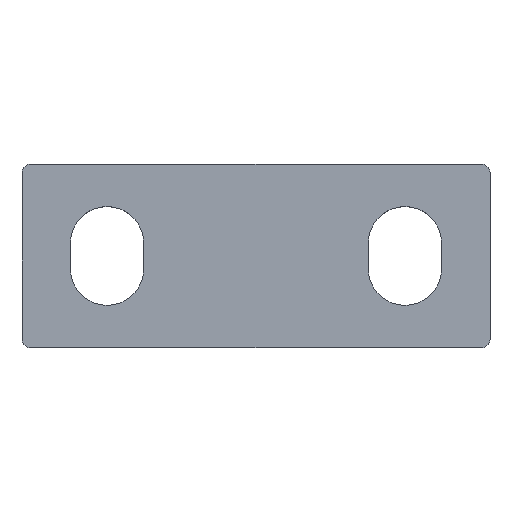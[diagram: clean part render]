
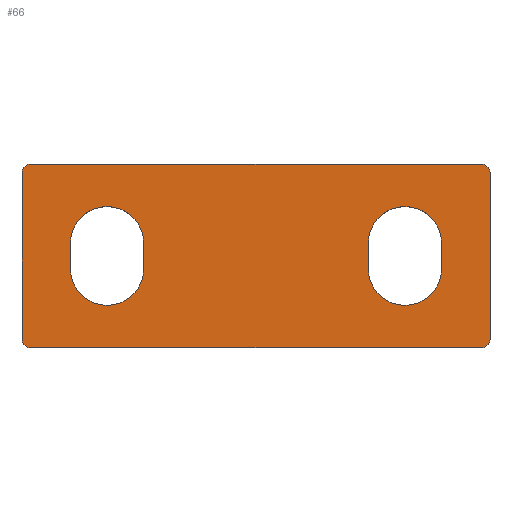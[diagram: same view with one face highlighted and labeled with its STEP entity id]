
A CAD part, top view. The second image highlights one B-rep face of the part: STEP entity #66.
In plain terms, the highlighted planar face has unit normal (0, 0, 1).
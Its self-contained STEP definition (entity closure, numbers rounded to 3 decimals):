
#43=FACE_BOUND('',#110,.T.);
#44=FACE_BOUND('',#111,.T.);
#45=FACE_BOUND('',#112,.T.);
#49=CIRCLE('',#387,1.);
#50=CIRCLE('',#388,1.);
#51=CIRCLE('',#389,1.);
#52=CIRCLE('',#390,1.);
#53=CIRCLE('',#391,4.3);
#54=CIRCLE('',#392,4.3);
#55=CIRCLE('',#393,4.3);
#56=CIRCLE('',#394,4.3);
#66=ADVANCED_FACE('',(#43,#44,#45),#84,.T.);
#84=PLANE('',#395);
#110=EDGE_LOOP('',(#135,#136,#137,#138,#139,#140,#141,#142));
#111=EDGE_LOOP('',(#143,#144,#145,#146));
#112=EDGE_LOOP('',(#147,#148,#149,#150));
#135=ORIENTED_EDGE('',*,*,#263,.T.);
#136=ORIENTED_EDGE('',*,*,#264,.T.);
#137=ORIENTED_EDGE('',*,*,#259,.T.);
#138=ORIENTED_EDGE('',*,*,#265,.T.);
#139=ORIENTED_EDGE('',*,*,#266,.T.);
#140=ORIENTED_EDGE('',*,*,#267,.T.);
#141=ORIENTED_EDGE('',*,*,#268,.T.);
#142=ORIENTED_EDGE('',*,*,#269,.T.);
#143=ORIENTED_EDGE('',*,*,#270,.T.);
#144=ORIENTED_EDGE('',*,*,#271,.T.);
#145=ORIENTED_EDGE('',*,*,#272,.T.);
#146=ORIENTED_EDGE('',*,*,#273,.T.);
#147=ORIENTED_EDGE('',*,*,#274,.T.);
#148=ORIENTED_EDGE('',*,*,#275,.T.);
#149=ORIENTED_EDGE('',*,*,#276,.T.);
#150=ORIENTED_EDGE('',*,*,#277,.T.);
#227=VERTEX_POINT('',#528);
#228=VERTEX_POINT('',#529);
#231=VERTEX_POINT('',#537);
#232=VERTEX_POINT('',#538);
#233=VERTEX_POINT('',#541);
#234=VERTEX_POINT('',#543);
#235=VERTEX_POINT('',#545);
#236=VERTEX_POINT('',#547);
#237=VERTEX_POINT('',#550);
#238=VERTEX_POINT('',#551);
#239=VERTEX_POINT('',#553);
#240=VERTEX_POINT('',#555);
#241=VERTEX_POINT('',#558);
#242=VERTEX_POINT('',#559);
#243=VERTEX_POINT('',#561);
#244=VERTEX_POINT('',#563);
#259=EDGE_CURVE('',#227,#228,#307,.T.);
#263=EDGE_CURVE('',#231,#232,#311,.T.);
#264=EDGE_CURVE('',#232,#227,#49,.T.);
#265=EDGE_CURVE('',#228,#233,#50,.T.);
#266=EDGE_CURVE('',#233,#234,#312,.T.);
#267=EDGE_CURVE('',#234,#235,#51,.T.);
#268=EDGE_CURVE('',#235,#236,#313,.T.);
#269=EDGE_CURVE('',#236,#231,#52,.T.);
#270=EDGE_CURVE('',#237,#238,#314,.T.);
#271=EDGE_CURVE('',#238,#239,#53,.T.);
#272=EDGE_CURVE('',#239,#240,#315,.T.);
#273=EDGE_CURVE('',#240,#237,#54,.T.);
#274=EDGE_CURVE('',#241,#242,#55,.T.);
#275=EDGE_CURVE('',#242,#243,#316,.T.);
#276=EDGE_CURVE('',#243,#244,#56,.T.);
#277=EDGE_CURVE('',#244,#241,#317,.T.);
#307=LINE('',#527,#339);
#311=LINE('',#536,#343);
#312=LINE('',#542,#344);
#313=LINE('',#546,#345);
#314=LINE('',#549,#346);
#315=LINE('',#554,#347);
#316=LINE('',#560,#348);
#317=LINE('',#564,#349);
#339=VECTOR('',#424,1.);
#343=VECTOR('',#430,1.);
#344=VECTOR('',#435,1.);
#345=VECTOR('',#438,1.);
#346=VECTOR('',#441,1.);
#347=VECTOR('',#444,1.);
#348=VECTOR('',#449,1.);
#349=VECTOR('',#452,1.);
#387=AXIS2_PLACEMENT_3D('',#539,#431,#432);
#388=AXIS2_PLACEMENT_3D('',#540,#433,#434);
#389=AXIS2_PLACEMENT_3D('',#544,#436,#437);
#390=AXIS2_PLACEMENT_3D('',#548,#439,#440);
#391=AXIS2_PLACEMENT_3D('',#552,#442,#443);
#392=AXIS2_PLACEMENT_3D('',#556,#445,#446);
#393=AXIS2_PLACEMENT_3D('',#557,#447,#448);
#394=AXIS2_PLACEMENT_3D('',#562,#450,#451);
#395=AXIS2_PLACEMENT_3D('',#565,#453,#454);
#424=DIRECTION('',(-1.,0.,0.));
#430=DIRECTION('',(0.,1.,0.));
#431=DIRECTION('',(0.,0.,1.));
#432=DIRECTION('',(1.,0.,0.));
#433=DIRECTION('',(0.,0.,1.));
#434=DIRECTION('',(1.,0.,0.));
#435=DIRECTION('',(0.,-1.,0.));
#436=DIRECTION('',(0.,0.,1.));
#437=DIRECTION('',(1.,0.,0.));
#438=DIRECTION('',(1.,0.,0.));
#439=DIRECTION('',(0.,0.,1.));
#440=DIRECTION('',(1.,0.,0.));
#441=DIRECTION('',(0.,1.,0.));
#442=DIRECTION('',(0.,0.,-1.));
#443=DIRECTION('',(1.,0.,0.));
#444=DIRECTION('',(0.,-1.,0.));
#445=DIRECTION('',(0.,0.,-1.));
#446=DIRECTION('',(1.,0.,0.));
#447=DIRECTION('',(0.,0.,-1.));
#448=DIRECTION('',(1.,0.,0.));
#449=DIRECTION('',(0.,1.,0.));
#450=DIRECTION('',(0.,0.,-1.));
#451=DIRECTION('',(1.,0.,0.));
#452=DIRECTION('',(0.,-1.,0.));
#453=DIRECTION('',(0.,0.,1.));
#454=DIRECTION('',(1.,0.,0.));
#527=CARTESIAN_POINT('',(55.,21.6,3.));
#528=CARTESIAN_POINT('',(54.,21.6,3.));
#529=CARTESIAN_POINT('',(1.,21.6,3.));
#536=CARTESIAN_POINT('',(55.,0.,3.));
#537=CARTESIAN_POINT('',(55.,1.,3.));
#538=CARTESIAN_POINT('',(55.,20.6,3.));
#539=CARTESIAN_POINT('',(54.,20.6,3.));
#540=CARTESIAN_POINT('',(1.,20.6,3.));
#541=CARTESIAN_POINT('',(0.,20.6,3.));
#542=CARTESIAN_POINT('',(0.,20.,3.));
#543=CARTESIAN_POINT('',(0.,1.,3.));
#544=CARTESIAN_POINT('',(1.,1.,3.));
#545=CARTESIAN_POINT('',(1.,0.,3.));
#546=CARTESIAN_POINT('',(0.,0.,3.));
#547=CARTESIAN_POINT('',(54.,0.,3.));
#548=CARTESIAN_POINT('',(54.,1.,3.));
#549=CARTESIAN_POINT('',(5.7,0.,3.));
#550=CARTESIAN_POINT('',(5.7,9.3,3.));
#551=CARTESIAN_POINT('',(5.7,12.3,3.));
#552=CARTESIAN_POINT('',(10.,12.3,3.));
#553=CARTESIAN_POINT('',(14.3,12.3,3.));
#554=CARTESIAN_POINT('',(14.3,0.,3.));
#555=CARTESIAN_POINT('',(14.3,9.3,3.));
#556=CARTESIAN_POINT('',(10.,9.3,3.));
#557=CARTESIAN_POINT('',(45.,9.3,3.));
#558=CARTESIAN_POINT('',(49.3,9.3,3.));
#559=CARTESIAN_POINT('',(40.7,9.3,3.));
#560=CARTESIAN_POINT('',(40.7,0.,3.));
#561=CARTESIAN_POINT('',(40.7,12.3,3.));
#562=CARTESIAN_POINT('',(45.,12.3,3.));
#563=CARTESIAN_POINT('',(49.3,12.3,3.));
#564=CARTESIAN_POINT('',(49.3,0.,3.));
#565=CARTESIAN_POINT('',(0.,0.,3.));
